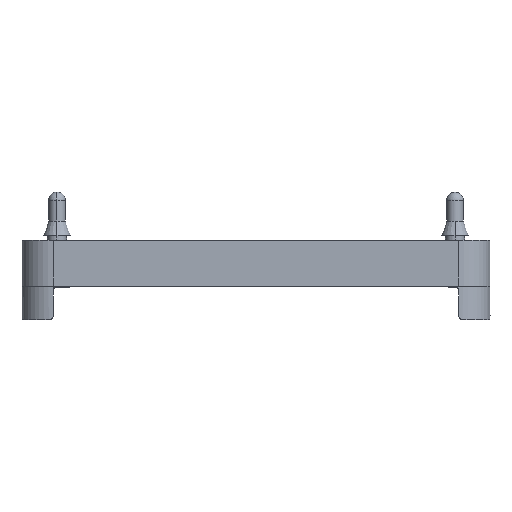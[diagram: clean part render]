
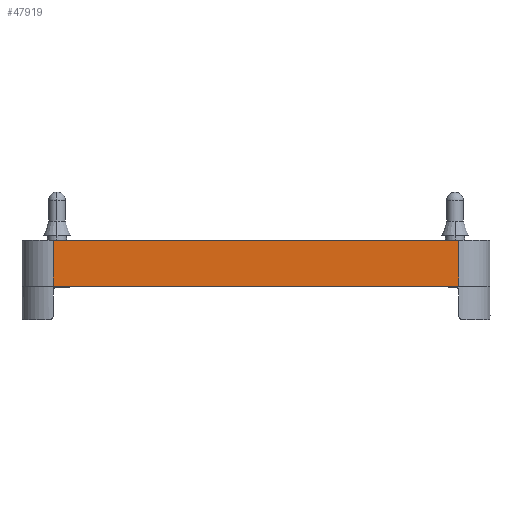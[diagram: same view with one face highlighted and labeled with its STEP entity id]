
A CAD part, left-side view. The second image highlights one B-rep face of the part: STEP entity #47919.
In plain terms, the highlighted planar face has unit normal (-1, 0, 0).
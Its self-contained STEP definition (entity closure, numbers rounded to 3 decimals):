
#817=CARTESIAN_POINT('',(-48.5,41.964,-2.0));
#818=VERTEX_POINT('',#817);
#4523=CARTESIAN_POINT('',(-48.5,-41.964,-2.0));
#4524=VERTEX_POINT('',#4523);
#4532=CARTESIAN_POINT('',(-48.5,-41.964,-2.0));
#4533=DIRECTION('',(0.0,1.0,0.0));
#4534=VECTOR('',#4533,83.928);
#4535=LINE('',#4532,#4534);
#4536=EDGE_CURVE('',#4524,#818,#4535,.T.);
#46141=CARTESIAN_POINT('',(-48.5,-42.,-2.0));
#46142=VERTEX_POINT('',#46141);
#46150=CARTESIAN_POINT('',(-48.5,-42.,-2.0));
#46151=DIRECTION('',(0.,1.0,0.0));
#46152=VECTOR('',#46151,0.036);
#46153=LINE('',#46150,#46152);
#46154=EDGE_CURVE('',#46142,#4524,#46153,.T.);
#46215=CARTESIAN_POINT('',(-48.5,42.,-2.0));
#46216=VERTEX_POINT('',#46215);
#46234=CARTESIAN_POINT('',(-48.5,41.964,-2.0));
#46235=DIRECTION('',(0.0,1.0,0.0));
#46236=VECTOR('',#46235,0.036);
#46237=LINE('',#46234,#46236);
#46238=EDGE_CURVE('',#818,#46216,#46237,.T.);
#47887=CARTESIAN_POINT('',(-48.5,-42.,-2.0));
#47888=DIRECTION('',(-1.0,0.0,0.0));
#47889=DIRECTION('',(0.0,0.0,1.0));
#47890=AXIS2_PLACEMENT_3D('',#47887,#47888,#47889);
#47891=PLANE('',#47890);
#47892=CARTESIAN_POINT('',(-48.5,-42.,7.5));
#47893=VERTEX_POINT('',#47892);
#47894=CARTESIAN_POINT('',(-48.5,-42.,-2.0));
#47895=DIRECTION('',(0.0,0.0,1.0));
#47896=VECTOR('',#47895,9.5);
#47897=LINE('',#47894,#47896);
#47898=EDGE_CURVE('',#46142,#47893,#47897,.T.);
#47899=ORIENTED_EDGE('',*,*,#47898,.T.);
#47900=CARTESIAN_POINT('',(-48.5,42.,7.5));
#47901=VERTEX_POINT('',#47900);
#47902=CARTESIAN_POINT('',(-48.5,-42.,7.5));
#47903=DIRECTION('',(0.0,1.0,0.0));
#47904=VECTOR('',#47903,84.0);
#47905=LINE('',#47902,#47904);
#47906=EDGE_CURVE('',#47893,#47901,#47905,.T.);
#47907=ORIENTED_EDGE('',*,*,#47906,.T.);
#47908=CARTESIAN_POINT('',(-48.5,42.,-2.0));
#47909=DIRECTION('',(0.0,0.0,1.0));
#47910=VECTOR('',#47909,9.5);
#47911=LINE('',#47908,#47910);
#47912=EDGE_CURVE('',#46216,#47901,#47911,.T.);
#47913=ORIENTED_EDGE('',*,*,#47912,.F.);
#47914=ORIENTED_EDGE('',*,*,#46238,.F.);
#47915=ORIENTED_EDGE('',*,*,#4536,.F.);
#47916=ORIENTED_EDGE('',*,*,#46154,.F.);
#47917=EDGE_LOOP('',(#47899,#47907,#47913,#47914,#47915,#47916));
#47918=FACE_OUTER_BOUND('',#47917,.T.);
#47919=ADVANCED_FACE('',(#47918),#47891,.T.);
